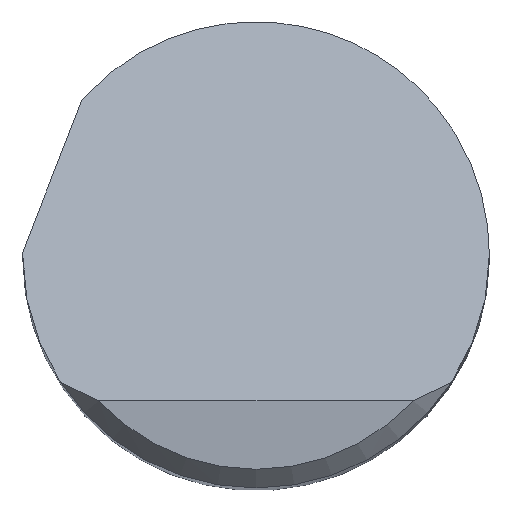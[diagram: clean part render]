
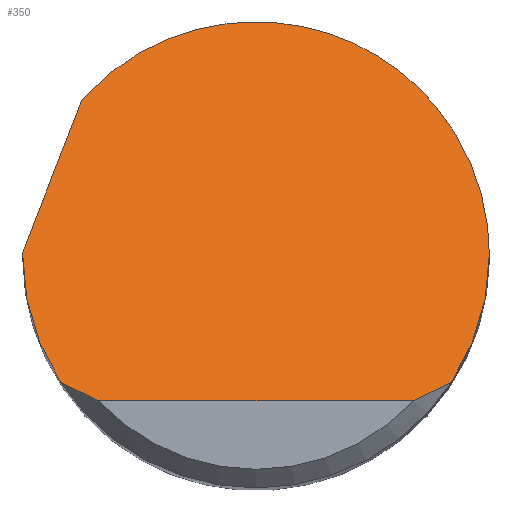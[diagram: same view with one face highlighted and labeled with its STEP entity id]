
A CAD part, top view. The second image highlights one B-rep face of the part: STEP entity #350.
In plain terms, the highlighted planar face has unit normal (0, 0.707, 0.707).
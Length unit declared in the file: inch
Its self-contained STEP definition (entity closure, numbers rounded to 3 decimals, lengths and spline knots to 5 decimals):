
#16 = ORIENTED_EDGE ( 'NONE', *, *, #742, .T. ) ;
#30 = CARTESIAN_POINT ( 'NONE',  ( 0.1875, 0.20437, 2.17813 ) ) ;
#34 = EDGE_CURVE ( 'NONE', #80, #185, #702, .T. ) ;
#48 = CARTESIAN_POINT ( 'NONE',  ( -0.1875, -0.1175, 2.5 ) ) ;
#54 = ORIENTED_EDGE ( 'NONE', *, *, #516, .F. ) ;
#65 = CARTESIAN_POINT ( 'NONE',  ( 0.1875, -0.03666, 2.41916 ) ) ;
#70 = LINE ( 'NONE', #522, #744 ) ;
#76 = CARTESIAN_POINT ( 'NONE',  ( -0.1369, -0.11288, 2.49538 ) ) ;
#80 = VERTEX_POINT ( 'NONE', #576 ) ;
#89 = ORIENTED_EDGE ( 'NONE', *, *, #312, .T. ) ;
#93 = CARTESIAN_POINT ( 'NONE',  ( -0.1875, 0., 2.3825 ) ) ;
#123 = CARTESIAN_POINT ( 'NONE',  ( -0.1875, 0.00133, 2.38117 ) ) ;
#157 = VERTEX_POINT ( 'NONE', #645 ) ;
#162 = VERTEX_POINT ( 'NONE', #580 ) ;
#168 = CARTESIAN_POINT ( 'NONE',  ( 0.12629, -0.1175, 2.5 ) ) ;
#169 = CARTESIAN_POINT ( 'NONE',  ( -0.00341, 0.27733, 2.10517 ) ) ;
#180 = CARTESIAN_POINT ( 'NONE',  ( -0.18749, 0.002, 2.3805 ) ) ;
#182 = B_SPLINE_CURVE_WITH_KNOTS ( 'NONE', 3,
 ( #472, #808, #76, #346 ),
 .UNSPECIFIED., .F., .F.,
 ( 4, 4 ),
 ( 0., 0.00095 ),
 .UNSPECIFIED. ) ;
#185 = VERTEX_POINT ( 'NONE', #520 ) ;
#192 = VERTEX_POINT ( 'NONE', #180 ) ;
#228 = CARTESIAN_POINT ( 'NONE',  ( 0.17704, -0.0718, 2.4543 ) ) ;
#237 = VERTEX_POINT ( 'NONE', #657 ) ;
#269 = VECTOR ( 'NONE', #830, 39.37008 ) ;
#275 = EDGE_LOOP ( 'NONE', ( #364, #16, #661, #564, #357, #54, #758, #89 ) ) ;
#280 = CARTESIAN_POINT ( 'NONE',  ( -0.157, -0.1025, 2.485 ) ) ;
#292 = EDGE_CURVE ( 'NONE', #846, #162, #821, .T. ) ;
#299 = DIRECTION ( 'NONE',  ( 0., -0.707, -0.707 ) ) ;
#312 = EDGE_CURVE ( 'NONE', #846, #237, #182, .T. ) ;
#321 = DIRECTION ( 'NONE',  ( 0., 0.707, -0.707 ) ) ;
#346 = CARTESIAN_POINT ( 'NONE',  ( -0.12629, -0.1175, 2.5 ) ) ;
#350 = ADVANCED_FACE ( 'NONE', ( #581 ), #366, .F. ) ;
#352 = VERTEX_POINT ( 'NONE', #834 ) ;
#357 = ORIENTED_EDGE ( 'NONE', *, *, #503, .F. ) ;
#363 = EDGE_CURVE ( 'NONE', #237, #157, #574, .T. ) ;
#364 = ORIENTED_EDGE ( 'NONE', *, *, #363, .T. ) ;
#366 = PLANE ( 'NONE',  #843 ) ;
#427 = EDGE_CURVE ( 'NONE', #352, #80, #509, .T. ) ;
#472 = CARTESIAN_POINT ( 'NONE',  ( -0.157, -0.1025, 2.485 ) ) ;
#491 = CARTESIAN_POINT ( 'NONE',  ( 0.157, -0.1025, 2.485 ) ) ;
#499 = CARTESIAN_POINT ( 'NONE',  ( -0.13971, 0.12505, 2.25745 ) ) ;
#503 = EDGE_CURVE ( 'NONE', #192, #352, #70, .T. ) ;
#509 =( BOUNDED_CURVE ( )  B_SPLINE_CURVE ( 3, ( #499, #169, #30, #750 ),
 .UNSPECIFIED., .F., .T. ) 
 B_SPLINE_CURVE_WITH_KNOTS ( ( 4, 4 ),
 ( 5.44247, 7.85398 ),
 .UNSPECIFIED. ) 
 CURVE ( )  GEOMETRIC_REPRESENTATION_ITEM ( )  RATIONAL_B_SPLINE_CURVE ( ( 1., 0.571, 0.571, 1. ) ) 
 REPRESENTATION_ITEM ( '' )  );
#516 = EDGE_CURVE ( 'NONE', #162, #192, #759, .T. ) ;
#520 = CARTESIAN_POINT ( 'NONE',  ( 0.157, -0.1025, 2.485 ) ) ;
#522 = CARTESIAN_POINT ( 'NONE',  ( -0.23064, -0.10912, 2.49162 ) ) ;
#535 = CARTESIAN_POINT ( 'NONE',  ( -0.1875, 0., 2.3825 ) ) ;
#538 = CARTESIAN_POINT ( 'NONE',  ( -0.18749, 0.002, 2.3805 ) ) ;
#543 = CARTESIAN_POINT ( 'NONE',  ( 0.1369, -0.11288, 2.49538 ) ) ;
#564 = ORIENTED_EDGE ( 'NONE', *, *, #427, .F. ) ;
#574 = LINE ( 'NONE', #578, #269 ) ;
#576 = CARTESIAN_POINT ( 'NONE',  ( 0.1875, 0., 2.3825 ) ) ;
#578 = CARTESIAN_POINT ( 'NONE',  ( 0., -0.1175, 2.5 ) ) ;
#580 = CARTESIAN_POINT ( 'NONE',  ( -0.1875, 0., 2.3825 ) ) ;
#581 = FACE_OUTER_BOUND ( 'NONE', #275, .T. ) ;
#645 = CARTESIAN_POINT ( 'NONE',  ( 0.12629, -0.1175, 2.5 ) ) ;
#647 = CARTESIAN_POINT ( 'NONE',  ( -0.1875, 0.00067, 2.38183 ) ) ;
#651 = CARTESIAN_POINT ( 'NONE',  ( 0.1875, 0., 2.3825 ) ) ;
#657 = CARTESIAN_POINT ( 'NONE',  ( -0.12629, -0.1175, 2.5 ) ) ;
#660 = CARTESIAN_POINT ( 'NONE',  ( -0.1875, -0.03666, 2.41916 ) ) ;
#661 = ORIENTED_EDGE ( 'NONE', *, *, #34, .F. ) ;
#665 = B_SPLINE_CURVE_WITH_KNOTS ( 'NONE', 3,
 ( #168, #543, #795, #668 ),
 .UNSPECIFIED., .F., .F.,
 ( 4, 4 ),
 ( 0., 0.00095 ),
 .UNSPECIFIED. ) ;
#668 = CARTESIAN_POINT ( 'NONE',  ( 0.157, -0.1025, 2.485 ) ) ;
#702 =( BOUNDED_CURVE ( )  B_SPLINE_CURVE ( 3, ( #651, #65, #228, #491 ),
 .UNSPECIFIED., .F., .T. ) 
 B_SPLINE_CURVE_WITH_KNOTS ( ( 4, 4 ),
 ( 1.5708, 2.14917 ),
 .UNSPECIFIED. ) 
 CURVE ( )  GEOMETRIC_REPRESENTATION_ITEM ( )  RATIONAL_B_SPLINE_CURVE ( ( 1., 0.972, 0.972, 1. ) ) 
 REPRESENTATION_ITEM ( '' )  );
#715 = DIRECTION ( 'NONE',  ( 0.265, 0.682, -0.682 ) ) ;
#717 = CARTESIAN_POINT ( 'NONE',  ( -0.17704, -0.0718, 2.4543 ) ) ;
#742 = EDGE_CURVE ( 'NONE', #157, #185, #665, .T. ) ;
#744 = VECTOR ( 'NONE', #715, 39.37008 ) ;
#750 = CARTESIAN_POINT ( 'NONE',  ( 0.1875, 0., 2.3825 ) ) ;
#758 = ORIENTED_EDGE ( 'NONE', *, *, #292, .F. ) ;
#759 =( BOUNDED_CURVE ( )  B_SPLINE_CURVE ( 3, ( #535, #647, #123, #538 ),
 .UNSPECIFIED., .F., .T. ) 
 B_SPLINE_CURVE_WITH_KNOTS ( ( 4, 4 ),
 ( 4.71239, 4.72306 ),
 .UNSPECIFIED. ) 
 CURVE ( )  GEOMETRIC_REPRESENTATION_ITEM ( )  RATIONAL_B_SPLINE_CURVE ( ( 1., 1., 1., 1. ) ) 
 REPRESENTATION_ITEM ( '' )  );
#791 = CARTESIAN_POINT ( 'NONE',  ( -0.157, -0.1025, 2.485 ) ) ;
#795 = CARTESIAN_POINT ( 'NONE',  ( 0.14711, -0.10785, 2.49035 ) ) ;
#808 = CARTESIAN_POINT ( 'NONE',  ( -0.14711, -0.10785, 2.49035 ) ) ;
#821 =( BOUNDED_CURVE ( )  B_SPLINE_CURVE ( 3, ( #280, #717, #660, #93 ),
 .UNSPECIFIED., .F., .T. ) 
 B_SPLINE_CURVE_WITH_KNOTS ( ( 4, 4 ),
 ( 4.13401, 4.71239 ),
 .UNSPECIFIED. ) 
 CURVE ( )  GEOMETRIC_REPRESENTATION_ITEM ( )  RATIONAL_B_SPLINE_CURVE ( ( 1., 0.972, 0.972, 1. ) ) 
 REPRESENTATION_ITEM ( '' )  );
#830 = DIRECTION ( 'NONE',  ( 1., 0., 0. ) ) ;
#834 = CARTESIAN_POINT ( 'NONE',  ( -0.13971, 0.12505, 2.25745 ) ) ;
#843 = AXIS2_PLACEMENT_3D ( 'NONE', #48, #299, #321 ) ;
#846 = VERTEX_POINT ( 'NONE', #791 ) ;
